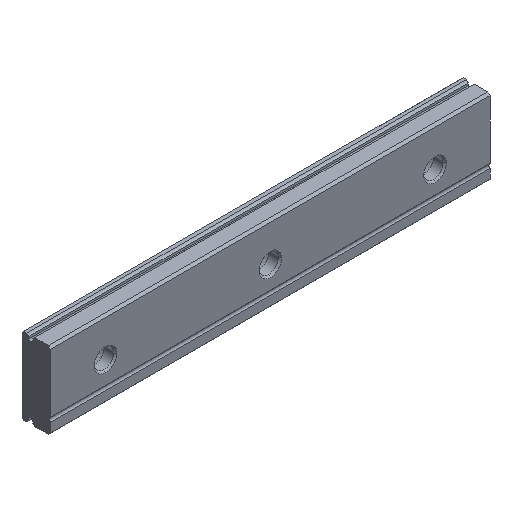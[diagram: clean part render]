
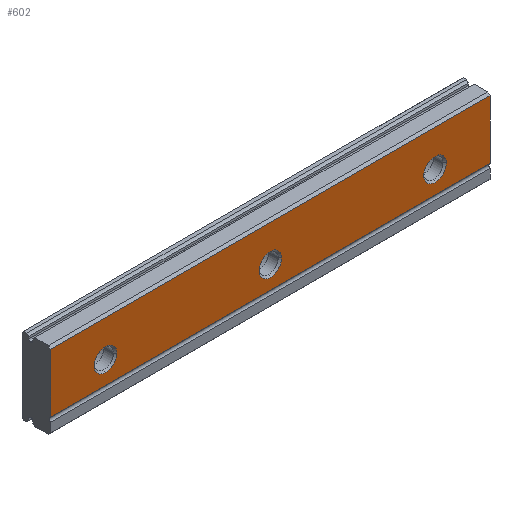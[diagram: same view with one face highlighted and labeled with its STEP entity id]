
A CAD part, isometric view. The second image highlights one B-rep face of the part: STEP entity #602.
In plain terms, the highlighted planar face has unit normal (0, -1, 0).
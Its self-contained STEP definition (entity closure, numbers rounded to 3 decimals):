
#51 = AXIS2_PLACEMENT_3D ( 'NONE', #55, #54, #53 ) ;
#53 = DIRECTION ( 'NONE',  ( 0., 0., -1. ) ) ;
#54 = DIRECTION ( 'NONE',  ( 0., -1., 0. ) ) ;
#55 = CARTESIAN_POINT ( 'NONE',  ( -80., 0., 0. ) ) ;
#58 = PLANE ( 'NONE',  #51 ) ;
#420 = VERTEX_POINT ( 'NONE', #1272 ) ;
#425 = VERTEX_POINT ( 'NONE', #1259 ) ;
#428 = VERTEX_POINT ( 'NONE', #1318 ) ;
#477 = EDGE_CURVE ( 'NONE', #478, #425, #852, .T. ) ;
#478 = VERTEX_POINT ( 'NONE', #1414 ) ;
#485 = EDGE_CURVE ( 'NONE', #420, #428, #1402, .T. ) ;
#486 = VERTEX_POINT ( 'NONE', #1398 ) ;
#488 = EDGE_CURVE ( 'NONE', #489, #486, #1397, .T. ) ;
#489 = VERTEX_POINT ( 'NONE', #1392 ) ;
#543 = ORIENTED_EDGE ( 'NONE', *, *, #544, .T. ) ;
#544 = EDGE_CURVE ( 'NONE', #428, #545, #1525, .T. ) ;
#545 = VERTEX_POINT ( 'NONE', #1520 ) ;
#585 = EDGE_CURVE ( 'NONE', #489, #612, #1572, .T. ) ;
#586 = EDGE_LOOP ( 'NONE', ( #587, #591, #594, #597 ) ) ;
#587 = ORIENTED_EDGE ( 'NONE', *, *, #588, .T. ) ;
#588 = EDGE_CURVE ( 'NONE', #589, #590, #1632, .T. ) ;
#589 = VERTEX_POINT ( 'NONE', #1628 ) ;
#590 = VERTEX_POINT ( 'NONE', #1627 ) ;
#591 = ORIENTED_EDGE ( 'NONE', *, *, #592, .T. ) ;
#592 = EDGE_CURVE ( 'NONE', #590, #593, #1626, .T. ) ;
#593 = VERTEX_POINT ( 'NONE', #1622 ) ;
#594 = ORIENTED_EDGE ( 'NONE', *, *, #595, .F. ) ;
#595 = EDGE_CURVE ( 'NONE', #596, #593, #1621, .T. ) ;
#596 = VERTEX_POINT ( 'NONE', #1617 ) ;
#597 = ORIENTED_EDGE ( 'NONE', *, *, #598, .F. ) ;
#598 = EDGE_CURVE ( 'NONE', #589, #596, #1616, .T. ) ;
#602 = ADVANCED_FACE ( 'NONE', ( #1606, #1605, #1604, #1603 ), #58, .T. ) ;
#603 = ORIENTED_EDGE ( 'NONE', *, *, #485, .T. ) ;
#604 = EDGE_CURVE ( 'NONE', #425, #605, #1665, .T. ) ;
#605 = VERTEX_POINT ( 'NONE', #1660 ) ;
#606 = ORIENTED_EDGE ( 'NONE', *, *, #607, .F. ) ;
#607 = EDGE_CURVE ( 'NONE', #478, #605, #1658, .T. ) ;
#611 = EDGE_CURVE ( 'NONE', #486, #612, #1644, .T. ) ;
#612 = VERTEX_POINT ( 'NONE', #1639 ) ;
#613 = ORIENTED_EDGE ( 'NONE', *, *, #585, .F. ) ;
#614 = EDGE_LOOP ( 'NONE', ( #623, #617, #606 ) ) ;
#616 = EDGE_LOOP ( 'NONE', ( #603, #543, #621 ) ) ;
#617 = ORIENTED_EDGE ( 'NONE', *, *, #604, .T. ) ;
#618 = EDGE_LOOP ( 'NONE', ( #619, #620, #613 ) ) ;
#619 = ORIENTED_EDGE ( 'NONE', *, *, #488, .T. ) ;
#620 = ORIENTED_EDGE ( 'NONE', *, *, #611, .T. ) ;
#621 = ORIENTED_EDGE ( 'NONE', *, *, #622, .F. ) ;
#622 = EDGE_CURVE ( 'NONE', #420, #545, #1697, .T. ) ;
#623 = ORIENTED_EDGE ( 'NONE', *, *, #477, .T. ) ;
#847 = DIRECTION ( 'NONE',  ( 0., 0., 1. ) ) ;
#852 = CIRCLE ( 'NONE', #1104, 2.05 ) ;
#1098 = DIRECTION ( 'NONE',  ( 0., 1., 0. ) ) ;
#1099 = CARTESIAN_POINT ( 'NONE',  ( -40., 0., 0. ) ) ;
#1104 = AXIS2_PLACEMENT_3D ( 'NONE', #1099, #1098, #847 ) ;
#1259 = CARTESIAN_POINT ( 'NONE',  ( -40., 0., -2.05 ) ) ;
#1272 = CARTESIAN_POINT ( 'NONE',  ( -67.95, 0., 0. ) ) ;
#1318 = CARTESIAN_POINT ( 'NONE',  ( -70., 0., -2.05 ) ) ;
#1392 = CARTESIAN_POINT ( 'NONE',  ( -7.95, 0., 0. ) ) ;
#1393 = DIRECTION ( 'NONE',  ( 0., 0., 1. ) ) ;
#1394 = DIRECTION ( 'NONE',  ( 0., 1., 0. ) ) ;
#1395 = CARTESIAN_POINT ( 'NONE',  ( -10., 0., 0. ) ) ;
#1396 = AXIS2_PLACEMENT_3D ( 'NONE', #1395, #1394, #1393 ) ;
#1397 = CIRCLE ( 'NONE', #1396, 2.05 ) ;
#1398 = CARTESIAN_POINT ( 'NONE',  ( -10., 0., -2.05 ) ) ;
#1399 = DIRECTION ( 'NONE',  ( 0., 0., 1. ) ) ;
#1400 = DIRECTION ( 'NONE',  ( 0., 1., 0. ) ) ;
#1401 = AXIS2_PLACEMENT_3D ( 'NONE', #1408, #1400, #1399 ) ;
#1402 = CIRCLE ( 'NONE', #1401, 2.05 ) ;
#1408 = CARTESIAN_POINT ( 'NONE',  ( -70., 0., 0. ) ) ;
#1414 = CARTESIAN_POINT ( 'NONE',  ( -37.95, 0., 0. ) ) ;
#1520 = CARTESIAN_POINT ( 'NONE',  ( -72.05, 0., 0. ) ) ;
#1521 = DIRECTION ( 'NONE',  ( 0., 0., 1. ) ) ;
#1522 = DIRECTION ( 'NONE',  ( 0., 1., 0. ) ) ;
#1523 = CARTESIAN_POINT ( 'NONE',  ( -70., 0., 0. ) ) ;
#1524 = AXIS2_PLACEMENT_3D ( 'NONE', #1523, #1522, #1521 ) ;
#1525 = CIRCLE ( 'NONE', #1524, 2.05 ) ;
#1572 = CIRCLE ( 'NONE', #1636, 2.05 ) ;
#1603 = FACE_OUTER_BOUND ( 'NONE', #586, .T. ) ;
#1604 = FACE_BOUND ( 'NONE', #618, .T. ) ;
#1605 = FACE_BOUND ( 'NONE', #614, .T. ) ;
#1606 = FACE_BOUND ( 'NONE', #616, .T. ) ;
#1613 = DIRECTION ( 'NONE',  ( 1., 0., 0. ) ) ;
#1614 = VECTOR ( 'NONE', #1613, 1000. ) ;
#1615 = CARTESIAN_POINT ( 'NONE',  ( -80., 0., 6.6 ) ) ;
#1616 = LINE ( 'NONE', #1615, #1614 ) ;
#1617 = CARTESIAN_POINT ( 'NONE',  ( 0., 0., 6.6 ) ) ;
#1618 = DIRECTION ( 'NONE',  ( 0., 0., -1. ) ) ;
#1619 = VECTOR ( 'NONE', #1618, 1000. ) ;
#1620 = CARTESIAN_POINT ( 'NONE',  ( 0., 0., 0. ) ) ;
#1621 = LINE ( 'NONE', #1620, #1619 ) ;
#1622 = CARTESIAN_POINT ( 'NONE',  ( 0., 0., -4.1 ) ) ;
#1623 = DIRECTION ( 'NONE',  ( 1., 0., 0. ) ) ;
#1624 = VECTOR ( 'NONE', #1623, 1000. ) ;
#1625 = CARTESIAN_POINT ( 'NONE',  ( -80., 0., -4.1 ) ) ;
#1626 = LINE ( 'NONE', #1625, #1624 ) ;
#1627 = CARTESIAN_POINT ( 'NONE',  ( -80., 0., -4.1 ) ) ;
#1628 = CARTESIAN_POINT ( 'NONE',  ( -80., 0., 6.6 ) ) ;
#1629 = DIRECTION ( 'NONE',  ( 0., 0., -1. ) ) ;
#1630 = VECTOR ( 'NONE', #1629, 1000. ) ;
#1631 = CARTESIAN_POINT ( 'NONE',  ( -80., 0., 4.9 ) ) ;
#1632 = LINE ( 'NONE', #1631, #1630 ) ;
#1633 = DIRECTION ( 'NONE',  ( 0., 0., -1. ) ) ;
#1634 = DIRECTION ( 'NONE',  ( 0., -1., 0. ) ) ;
#1635 = CARTESIAN_POINT ( 'NONE',  ( -10., 0., 0. ) ) ;
#1636 = AXIS2_PLACEMENT_3D ( 'NONE', #1635, #1634, #1633 ) ;
#1639 = CARTESIAN_POINT ( 'NONE',  ( -12.05, 0., 0. ) ) ;
#1640 = DIRECTION ( 'NONE',  ( 0., 0., 1. ) ) ;
#1641 = DIRECTION ( 'NONE',  ( 0., 1., 0. ) ) ;
#1642 = CARTESIAN_POINT ( 'NONE',  ( -10., 0., 0. ) ) ;
#1643 = AXIS2_PLACEMENT_3D ( 'NONE', #1642, #1641, #1640 ) ;
#1644 = CIRCLE ( 'NONE', #1643, 2.05 ) ;
#1654 = DIRECTION ( 'NONE',  ( 0., 0., -1. ) ) ;
#1655 = DIRECTION ( 'NONE',  ( 0., -1., 0. ) ) ;
#1656 = CARTESIAN_POINT ( 'NONE',  ( -40., 0., 0. ) ) ;
#1657 = AXIS2_PLACEMENT_3D ( 'NONE', #1656, #1655, #1654 ) ;
#1658 = CIRCLE ( 'NONE', #1657, 2.05 ) ;
#1660 = CARTESIAN_POINT ( 'NONE',  ( -42.05, 0., 0. ) ) ;
#1661 = DIRECTION ( 'NONE',  ( 0., 0., 1. ) ) ;
#1662 = DIRECTION ( 'NONE',  ( 0., 1., 0. ) ) ;
#1663 = CARTESIAN_POINT ( 'NONE',  ( -40., 0., 0. ) ) ;
#1664 = AXIS2_PLACEMENT_3D ( 'NONE', #1663, #1662, #1661 ) ;
#1665 = CIRCLE ( 'NONE', #1664, 2.05 ) ;
#1693 = DIRECTION ( 'NONE',  ( 0., 0., -1. ) ) ;
#1694 = DIRECTION ( 'NONE',  ( 0., -1., 0. ) ) ;
#1695 = CARTESIAN_POINT ( 'NONE',  ( -70., 0., 0. ) ) ;
#1696 = AXIS2_PLACEMENT_3D ( 'NONE', #1695, #1694, #1693 ) ;
#1697 = CIRCLE ( 'NONE', #1696, 2.05 ) ;
